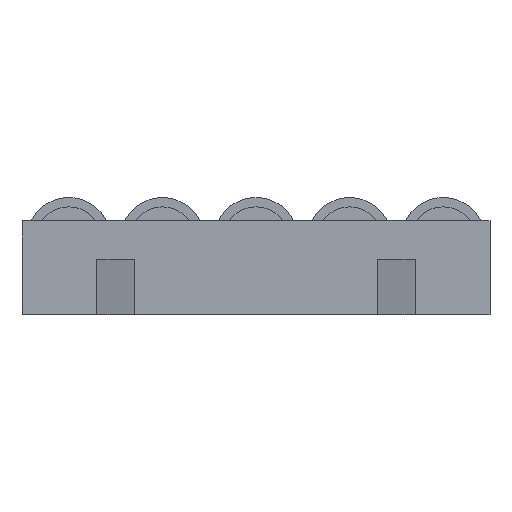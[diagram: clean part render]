
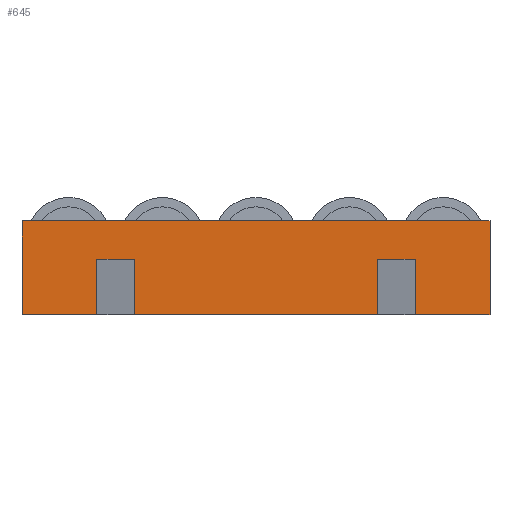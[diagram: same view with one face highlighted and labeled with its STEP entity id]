
A CAD part, front view. The second image highlights one B-rep face of the part: STEP entity #645.
In plain terms, the highlighted planar face has unit normal (0, -1, 0).
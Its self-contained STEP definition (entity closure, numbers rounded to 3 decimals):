
#52 = VECTOR ( 'NONE', #3707, 1000. ) ;
#138 = CARTESIAN_POINT ( 'NONE',  ( -25., -16.7, 0. ) ) ;
#173 = LINE ( 'NONE', #1087, #6568 ) ;
#496 = CARTESIAN_POINT ( 'NONE',  ( -17., -16.7, 0. ) ) ;
#544 = VERTEX_POINT ( 'NONE', #10459 ) ;
#642 = ORIENTED_EDGE ( 'NONE', *, *, #5090, .T. ) ;
#645 = ADVANCED_FACE ( 'NONE', ( #1382 ), #4598, .T. ) ;
#960 = CARTESIAN_POINT ( 'NONE',  ( 0., -16.7, 0. ) ) ;
#1050 = CARTESIAN_POINT ( 'NONE',  ( 25., -16.7, 0. ) ) ;
#1065 = ORIENTED_EDGE ( 'NONE', *, *, #9152, .T. ) ;
#1087 = CARTESIAN_POINT ( 'NONE',  ( 25., -16.7, 0. ) ) ;
#1241 = VECTOR ( 'NONE', #2111, 1000. ) ;
#1295 = CARTESIAN_POINT ( 'NONE',  ( -25., -16.7, 10. ) ) ;
#1382 = FACE_OUTER_BOUND ( 'NONE', #5504, .T. ) ;
#1495 = DIRECTION ( 'NONE',  ( 0., 0., 1. ) ) ;
#1548 = LINE ( 'NONE', #496, #6382 ) ;
#1894 = VERTEX_POINT ( 'NONE', #6782 ) ;
#1952 = LINE ( 'NONE', #3925, #8461 ) ;
#2037 = VERTEX_POINT ( 'NONE', #9636 ) ;
#2041 = CARTESIAN_POINT ( 'NONE',  ( -25., -16.7, 5.9 ) ) ;
#2111 = DIRECTION ( 'NONE',  ( 1., 0., 0. ) ) ;
#2396 = VECTOR ( 'NONE', #4997, 1000. ) ;
#2436 = CARTESIAN_POINT ( 'NONE',  ( -17., -16.7, 5.9 ) ) ;
#2567 = EDGE_CURVE ( 'NONE', #2724, #2037, #6824, .T. ) ;
#2724 = VERTEX_POINT ( 'NONE', #9573 ) ;
#2796 = LINE ( 'NONE', #960, #10176 ) ;
#3138 = LINE ( 'NONE', #11310, #52 ) ;
#3249 = EDGE_CURVE ( 'NONE', #6645, #10190, #3138, .T. ) ;
#3276 = EDGE_CURVE ( 'NONE', #10082, #544, #7141, .T. ) ;
#3279 = AXIS2_PLACEMENT_3D ( 'NONE', #138, #11514, #3618 ) ;
#3315 = LINE ( 'NONE', #2041, #1241 ) ;
#3320 = VECTOR ( 'NONE', #3537, 1000. ) ;
#3503 = CARTESIAN_POINT ( 'NONE',  ( -25., -16.7, 0. ) ) ;
#3537 = DIRECTION ( 'NONE',  ( -1., 0., 0. ) ) ;
#3618 = DIRECTION ( 'NONE',  ( 0., 0., -1. ) ) ;
#3707 = DIRECTION ( 'NONE',  ( 0., 0., 1. ) ) ;
#3866 = DIRECTION ( 'NONE',  ( 0., 0., -1. ) ) ;
#3888 = VERTEX_POINT ( 'NONE', #5839 ) ;
#3925 = CARTESIAN_POINT ( 'NONE',  ( 13., -16.7, 0. ) ) ;
#4008 = LINE ( 'NONE', #5184, #7161 ) ;
#4533 = VECTOR ( 'NONE', #7205, 1000. ) ;
#4598 = PLANE ( 'NONE',  #3279 ) ;
#4708 = EDGE_CURVE ( 'NONE', #9443, #5857, #1548, .T. ) ;
#4754 = CARTESIAN_POINT ( 'NONE',  ( 13., -16.7, 0. ) ) ;
#4997 = DIRECTION ( 'NONE',  ( 0., 0., -1. ) ) ;
#5090 = EDGE_CURVE ( 'NONE', #3888, #10190, #10826, .T. ) ;
#5184 = CARTESIAN_POINT ( 'NONE',  ( 0., -16.7, 0. ) ) ;
#5370 = LINE ( 'NONE', #6285, #9802 ) ;
#5410 = EDGE_CURVE ( 'NONE', #3888, #8936, #173, .T. ) ;
#5470 = ORIENTED_EDGE ( 'NONE', *, *, #9769, .T. ) ;
#5504 = EDGE_LOOP ( 'NONE', ( #8553, #5470, #6412, #8797, #8958, #9099, #1065, #6844, #7495, #642, #7403, #11523 ) ) ;
#5710 = EDGE_CURVE ( 'NONE', #7822, #10082, #1952, .T. ) ;
#5839 = CARTESIAN_POINT ( 'NONE',  ( 25., -16.7, 10. ) ) ;
#5857 = VERTEX_POINT ( 'NONE', #2436 ) ;
#5931 = LINE ( 'NONE', #7939, #3320 ) ;
#6078 = CARTESIAN_POINT ( 'NONE',  ( -17., -16.7, 0. ) ) ;
#6285 = CARTESIAN_POINT ( 'NONE',  ( 17., -16.7, 0. ) ) ;
#6321 = DIRECTION ( 'NONE',  ( 0., 0., -1. ) ) ;
#6382 = VECTOR ( 'NONE', #1495, 1000. ) ;
#6412 = ORIENTED_EDGE ( 'NONE', *, *, #2567, .T. ) ;
#6437 = EDGE_CURVE ( 'NONE', #7822, #2037, #4008, .T. ) ;
#6568 = VECTOR ( 'NONE', #3866, 1000. ) ;
#6645 = VERTEX_POINT ( 'NONE', #3503 ) ;
#6782 = CARTESIAN_POINT ( 'NONE',  ( 17., -16.7, 0. ) ) ;
#6824 = LINE ( 'NONE', #9355, #2396 ) ;
#6844 = ORIENTED_EDGE ( 'NONE', *, *, #11139, .F. ) ;
#7141 = LINE ( 'NONE', #8912, #4533 ) ;
#7161 = VECTOR ( 'NONE', #8606, 1000. ) ;
#7205 = DIRECTION ( 'NONE',  ( 1., 0., 0. ) ) ;
#7403 = ORIENTED_EDGE ( 'NONE', *, *, #3249, .F. ) ;
#7495 = ORIENTED_EDGE ( 'NONE', *, *, #5410, .F. ) ;
#7513 = DIRECTION ( 'NONE',  ( -1., 0., 0. ) ) ;
#7698 = EDGE_CURVE ( 'NONE', #9443, #6645, #5931, .T. ) ;
#7822 = VERTEX_POINT ( 'NONE', #4754 ) ;
#7921 = CARTESIAN_POINT ( 'NONE',  ( -25., -16.7, 10. ) ) ;
#7939 = CARTESIAN_POINT ( 'NONE',  ( 0., -16.7, 0. ) ) ;
#8461 = VECTOR ( 'NONE', #10116, 1000. ) ;
#8553 = ORIENTED_EDGE ( 'NONE', *, *, #4708, .T. ) ;
#8606 = DIRECTION ( 'NONE',  ( -1., 0., 0. ) ) ;
#8797 = ORIENTED_EDGE ( 'NONE', *, *, #6437, .F. ) ;
#8912 = CARTESIAN_POINT ( 'NONE',  ( -25., -16.7, 5.9 ) ) ;
#8936 = VERTEX_POINT ( 'NONE', #1050 ) ;
#8958 = ORIENTED_EDGE ( 'NONE', *, *, #5710, .T. ) ;
#9013 = DIRECTION ( 'NONE',  ( -1., 0., 0. ) ) ;
#9099 = ORIENTED_EDGE ( 'NONE', *, *, #3276, .T. ) ;
#9152 = EDGE_CURVE ( 'NONE', #544, #1894, #5370, .T. ) ;
#9355 = CARTESIAN_POINT ( 'NONE',  ( -13., -16.7, 0. ) ) ;
#9443 = VERTEX_POINT ( 'NONE', #6078 ) ;
#9521 = CARTESIAN_POINT ( 'NONE',  ( 13., -16.7, 5.9 ) ) ;
#9573 = CARTESIAN_POINT ( 'NONE',  ( -13., -16.7, 5.9 ) ) ;
#9636 = CARTESIAN_POINT ( 'NONE',  ( -13., -16.7, 0. ) ) ;
#9769 = EDGE_CURVE ( 'NONE', #5857, #2724, #3315, .T. ) ;
#9802 = VECTOR ( 'NONE', #6321, 1000. ) ;
#10082 = VERTEX_POINT ( 'NONE', #9521 ) ;
#10116 = DIRECTION ( 'NONE',  ( 0., 0., 1. ) ) ;
#10176 = VECTOR ( 'NONE', #9013, 1000. ) ;
#10190 = VERTEX_POINT ( 'NONE', #7921 ) ;
#10459 = CARTESIAN_POINT ( 'NONE',  ( 17., -16.7, 5.9 ) ) ;
#10541 = VECTOR ( 'NONE', #7513, 1000. ) ;
#10826 = LINE ( 'NONE', #1295, #10541 ) ;
#11139 = EDGE_CURVE ( 'NONE', #8936, #1894, #2796, .T. ) ;
#11310 = CARTESIAN_POINT ( 'NONE',  ( -25., -16.7, 0. ) ) ;
#11514 = DIRECTION ( 'NONE',  ( 0., -1., 0. ) ) ;
#11523 = ORIENTED_EDGE ( 'NONE', *, *, #7698, .F. ) ;
